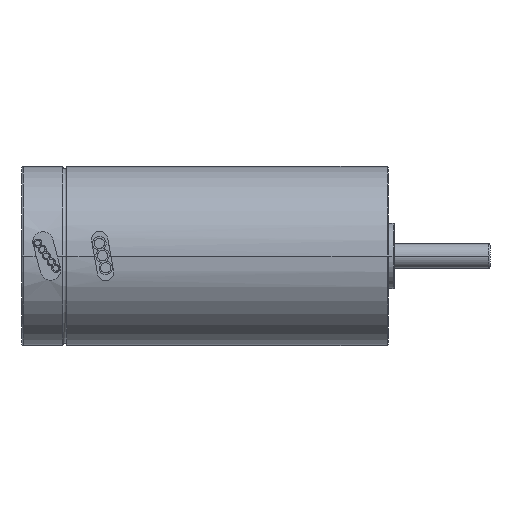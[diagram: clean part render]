
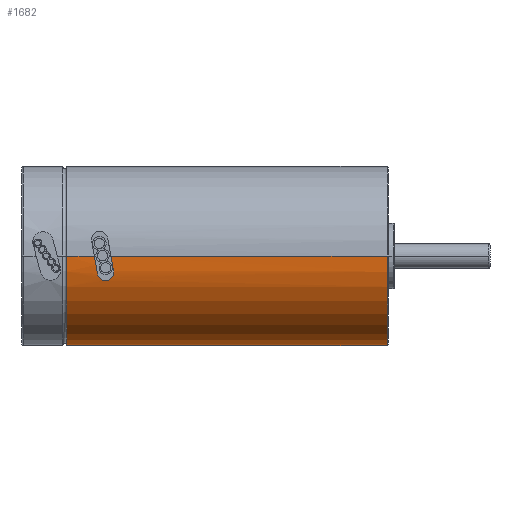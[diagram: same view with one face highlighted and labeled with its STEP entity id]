
A CAD part, front view. The second image highlights one B-rep face of the part: STEP entity #1682.
In plain terms, the highlighted cylindrical face has radius 22 mm (diameter 44 mm), a partial arc.
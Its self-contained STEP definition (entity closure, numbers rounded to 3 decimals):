
#172=CARTESIAN_POINT('',(32.2,0.,0.));
#173=DIRECTION('',(-1.,0.,0.));
#174=DIRECTION('',(0.,1.,0.));
#175=AXIS2_PLACEMENT_3D('',#172,#173,#174);
#177=DIRECTION('',(-1.,0.,0.));
#178=VECTOR('',#177,78.7);
#179=CARTESIAN_POINT('',(32.2,22.,0.));
#180=LINE('',#179,#178);
#181=DIRECTION('',(-1.,0.,0.));
#182=VECTOR('',#181,6.769);
#183=CARTESIAN_POINT('',(-39.731,-22.,0.));
#184=LINE('',#183,#182);
#185=CARTESIAN_POINT('',(-39.731,-22.,0.));
#186=CARTESIAN_POINT('',(-39.472,-22.,-1.472));
#187=CARTESIAN_POINT('',(-39.215,-21.854,
-2.931));
#188=CARTESIAN_POINT('',(-38.96,-21.561,-4.375));
#190=CARTESIAN_POINT('',(-38.96,-21.561,-4.375));
#191=CARTESIAN_POINT('',(-38.926,-21.521,
-4.568));
#192=CARTESIAN_POINT('',(-38.806,-21.443,
-4.927));
#193=CARTESIAN_POINT('',(-38.477,-21.327,
-5.407));
#194=CARTESIAN_POINT('',(-38.023,-21.23,
-5.772));
#195=CARTESIAN_POINT('',(-37.5,-21.169,
-5.989));
#196=CARTESIAN_POINT('',(-36.927,-21.151,
-6.053));
#197=CARTESIAN_POINT('',(-36.374,-21.178,
-5.958));
#198=CARTESIAN_POINT('',(-35.852,-21.248,
-5.705));
#199=CARTESIAN_POINT('',(-35.428,-21.349,
-5.319));
#200=CARTESIAN_POINT('',(-35.123,-21.468,
-4.819));
#201=CARTESIAN_POINT('',(-34.975,-21.588,
-4.249));
#202=CARTESIAN_POINT('',(-34.987,-21.657,
-3.872));
#203=CARTESIAN_POINT('',(-35.021,-21.69,
-3.68));
#205=CARTESIAN_POINT('',(-35.67,-22.,0.));
#206=CARTESIAN_POINT('',(-35.452,-22.,-1.235));
#207=CARTESIAN_POINT('',(-35.236,-21.897,
-2.462));
#208=CARTESIAN_POINT('',(-35.021,-21.69,
-3.68));
#210=DIRECTION('',(-1.,0.,0.));
#211=VECTOR('',#210,67.87);
#212=CARTESIAN_POINT('',(32.2,-22.,0.));
#213=LINE('',#212,#211);
#222=CARTESIAN_POINT('',(-35.67,-22.,0.));
#242=CARTESIAN_POINT('',(-39.731,-22.,0.));
#438=CARTESIAN_POINT('',(-46.5,0.,0.));
#439=DIRECTION('',(-1.,0.,0.));
#440=DIRECTION('',(0.,1.,0.));
#441=AXIS2_PLACEMENT_3D('',#438,#439,#440);
#1157=CARTESIAN_POINT('',(-46.5,22.,0.));
#1159=VERTEX_POINT('',#1157);
#1161=CARTESIAN_POINT('',(-46.5,-22.,0.));
#1163=VERTEX_POINT('',#1161);
#1197=VERTEX_POINT('',#242);
#1198=VERTEX_POINT('',#222);
#1199=VERTEX_POINT('',#188);
#1200=VERTEX_POINT('',#203);
#1209=CARTESIAN_POINT('',(32.2,22.,0.));
#1210=CARTESIAN_POINT('',(32.2,-22.,0.));
#1211=VERTEX_POINT('',#1209);
#1212=VERTEX_POINT('',#1210);
#1660=CARTESIAN_POINT('',(-63.25,0.,0.));
#1661=DIRECTION('',(1.,0.,0.));
#1662=DIRECTION('',(0.,-1.,0.));
#1663=AXIS2_PLACEMENT_3D('',#1660,#1661,#1662);
#1664=CYLINDRICAL_SURFACE('',#1663,22.);
#1665=ORIENTED_EDGE('',*,*,#1650,.F.);
#1667=ORIENTED_EDGE('',*,*,#1666,.T.);
#1669=ORIENTED_EDGE('',*,*,#1668,.T.);
#1671=ORIENTED_EDGE('',*,*,#1670,.F.);
#1673=ORIENTED_EDGE('',*,*,#1672,.T.);
#1675=ORIENTED_EDGE('',*,*,#1674,.T.);
#1677=ORIENTED_EDGE('',*,*,#1676,.F.);
#1679=ORIENTED_EDGE('',*,*,#1678,.F.);
#1680=EDGE_LOOP('',(#1665,#1667,#1669,#1671,#1673,#1675,#1677,#1679));
#1681=FACE_OUTER_BOUND('',#1680,.F.);
#176=CIRCLE('',#175,22.);
#189=B_SPLINE_CURVE_WITH_KNOTS('',3,(#185,#186,#187,#188),.UNSPECIFIED.,.F.,.F.,
(4,4),(0.,1.),.UNSPECIFIED.);
#204=B_SPLINE_CURVE_WITH_KNOTS('',3,(#190,#191,#192,#193,#194,#195,#196,#197,
#198,#199,#200,#201,#202,#203),.UNSPECIFIED.,.F.,.F.,(4,1,1,1,1,1,1,1,1,1,1,4),(
0.,0.091,0.182,0.273,0.364,
0.455,0.545,0.636,0.727,
0.818,0.909,1.),.UNSPECIFIED.);
#209=B_SPLINE_CURVE_WITH_KNOTS('',3,(#205,#206,#207,#208),.UNSPECIFIED.,.F.,.F.,
(4,4),(0.,1.),.UNSPECIFIED.);
#442=CIRCLE('',#441,22.);
#1650=EDGE_CURVE('',#1211,#1212,#176,.T.);
#1666=EDGE_CURVE('',#1211,#1159,#180,.T.);
#1668=EDGE_CURVE('',#1159,#1163,#442,.T.);
#1670=EDGE_CURVE('',#1197,#1163,#184,.T.);
#1672=EDGE_CURVE('',#1197,#1199,#189,.T.);
#1674=EDGE_CURVE('',#1199,#1200,#204,.T.);
#1676=EDGE_CURVE('',#1198,#1200,#209,.T.);
#1678=EDGE_CURVE('',#1212,#1198,#213,.T.);
#1682=ADVANCED_FACE('',(#1681),#1664,.T.);
